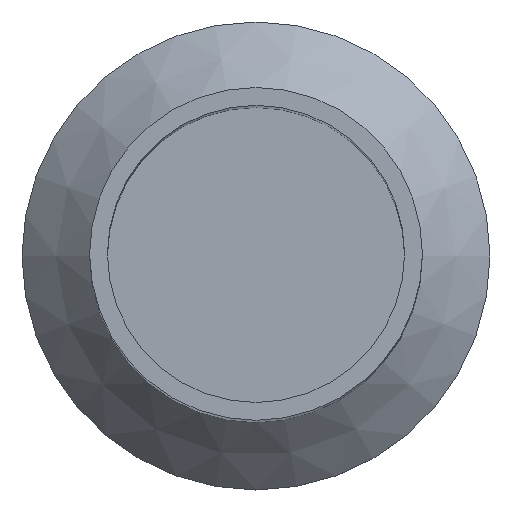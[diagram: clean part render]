
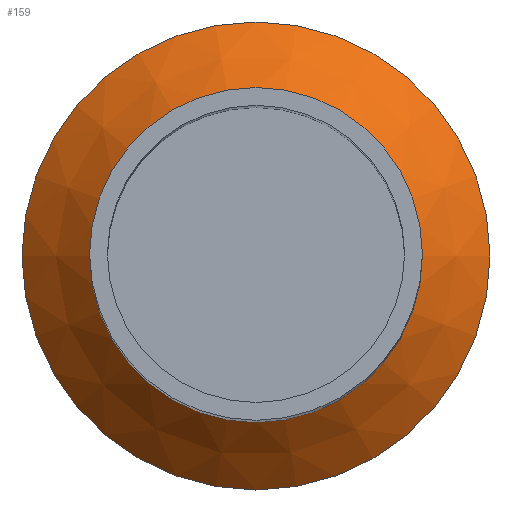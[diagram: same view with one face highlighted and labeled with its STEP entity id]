
A CAD part, top view. The second image highlights one B-rep face of the part: STEP entity #159.
In plain terms, the highlighted conical face has half-angle 45 degrees and reference radius 13.475 mm.
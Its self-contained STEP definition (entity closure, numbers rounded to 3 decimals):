
#54=FACE_OUTER_BOUND('',#63,.T.);
#63=EDGE_LOOP('',(#123,#124,#125,#126));
#73=LINE('',#305,#78);
#78=VECTOR('',#231,13.475);
#83=CIRCLE('',#192,11.2);
#84=CIRCLE('',#193,15.75);
#95=VERTEX_POINT('',#302);
#96=VERTEX_POINT('',#304);
#106=EDGE_CURVE('',#95,#95,#83,.T.);
#107=EDGE_CURVE('',#95,#96,#73,.T.);
#108=EDGE_CURVE('',#96,#96,#84,.T.);
#123=ORIENTED_EDGE('',*,*,#106,.F.);
#124=ORIENTED_EDGE('',*,*,#107,.T.);
#125=ORIENTED_EDGE('',*,*,#108,.T.);
#126=ORIENTED_EDGE('',*,*,#107,.F.);
#157=CONICAL_SURFACE('',#191,13.475,0.785);
#159=ADVANCED_FACE('',(#54),#157,.T.);
#191=AXIS2_PLACEMENT_3D('',#301,#227,#228);
#192=AXIS2_PLACEMENT_3D('',#303,#229,#230);
#193=AXIS2_PLACEMENT_3D('',#306,#232,#233);
#227=DIRECTION('center_axis',(0.,0.,-1.));
#228=DIRECTION('ref_axis',(1.,0.,0.));
#229=DIRECTION('center_axis',(0.,0.,1.));
#230=DIRECTION('ref_axis',(1.,0.,0.));
#231=DIRECTION('',(-0.707,0.,-0.707));
#232=DIRECTION('center_axis',(0.,0.,1.));
#233=DIRECTION('ref_axis',(1.,0.,0.));
#301=CARTESIAN_POINT('Origin',(0.,0.,2.275));
#302=CARTESIAN_POINT('',(-11.2,0.,4.55));
#303=CARTESIAN_POINT('Origin',(0.,0.,4.55));
#304=CARTESIAN_POINT('',(-15.75,0.,0.));
#305=CARTESIAN_POINT('',(-13.475,0.,2.275));
#306=CARTESIAN_POINT('Origin',(0.,0.,0.));
